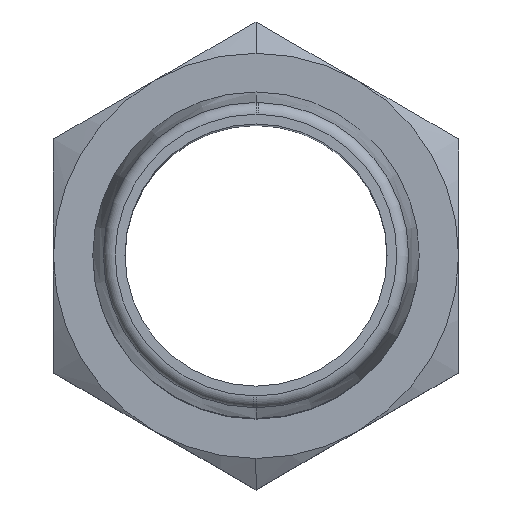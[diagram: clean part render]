
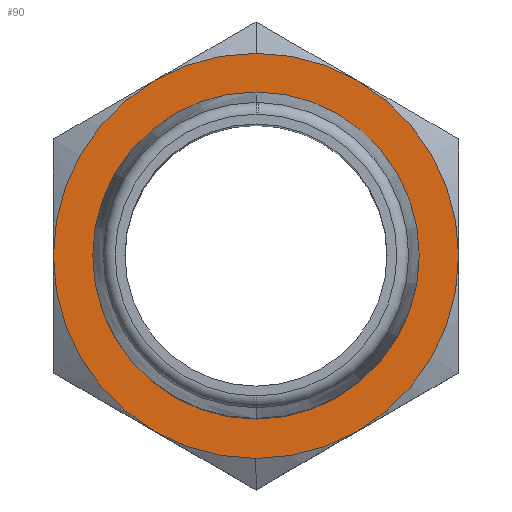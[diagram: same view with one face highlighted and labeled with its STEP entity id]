
A CAD part, top view. The second image highlights one B-rep face of the part: STEP entity #90.
In plain terms, the highlighted planar face has unit normal (0, 0, 1).
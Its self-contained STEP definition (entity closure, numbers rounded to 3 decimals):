
#90=ADVANCED_FACE('',(#165,#166),#167,.T.);
#165=FACE_OUTER_BOUND('',#280,.T.);
#166=FACE_BOUND('',#281,.T.);
#167=PLANE('',#282);
#280=EDGE_LOOP('',(#501,#502,#503,#504,#505,#506,#507,#508));
#281=EDGE_LOOP('',(#509,#510));
#282=AXIS2_PLACEMENT_3D('',#511,#512,#513);
#501=ORIENTED_EDGE('',*,*,#792,.T.);
#502=ORIENTED_EDGE('',*,*,#793,.T.);
#503=ORIENTED_EDGE('',*,*,#749,.T.);
#504=ORIENTED_EDGE('',*,*,#791,.T.);
#505=ORIENTED_EDGE('',*,*,#794,.T.);
#506=ORIENTED_EDGE('',*,*,#795,.T.);
#507=ORIENTED_EDGE('',*,*,#796,.T.);
#508=ORIENTED_EDGE('',*,*,#747,.T.);
#509=ORIENTED_EDGE('',*,*,#797,.T.);
#510=ORIENTED_EDGE('',*,*,#798,.T.);
#511=CARTESIAN_POINT('',(0.0,0.0,5.0));
#512=DIRECTION('',(0.0,0.0,1.0));
#513=DIRECTION('',(1.0,-0.0,0.0));
#747=EDGE_CURVE('',#872,#874,#876,.T.);
#749=EDGE_CURVE('',#880,#877,#881,.T.);
#791=EDGE_CURVE('',#877,#943,#947,.T.);
#792=EDGE_CURVE('',#874,#926,#948,.T.);
#793=EDGE_CURVE('',#926,#880,#949,.T.);
#794=EDGE_CURVE('',#943,#938,#950,.T.);
#795=EDGE_CURVE('',#938,#933,#951,.T.);
#796=EDGE_CURVE('',#933,#872,#952,.T.);
#797=EDGE_CURVE('',#953,#954,#955,.T.);
#798=EDGE_CURVE('',#954,#953,#956,.T.);
#872=VERTEX_POINT('',#1066);
#874=VERTEX_POINT('',#1069);
#876=CIRCLE('',#1078,8.5);
#877=VERTEX_POINT('',#1079);
#880=VERTEX_POINT('',#1083);
#881=CIRCLE('',#1084,8.5);
#926=VERTEX_POINT('',#1224);
#933=VERTEX_POINT('',#1254);
#938=VERTEX_POINT('',#1274);
#943=VERTEX_POINT('',#1294);
#947=CIRCLE('',#1319,8.5);
#948=CIRCLE('',#1320,8.5);
#949=CIRCLE('',#1321,8.5);
#950=CIRCLE('',#1322,8.5);
#951=CIRCLE('',#1323,8.5);
#952=CIRCLE('',#1324,8.5);
#953=VERTEX_POINT('',#1325);
#954=VERTEX_POINT('',#1326);
#955=CIRCLE('',#1327,6.85);
#956=CIRCLE('',#1328,6.85);
#1066=CARTESIAN_POINT('',(0.,-8.5,5.0));
#1069=CARTESIAN_POINT('',(4.25,-7.361,5.0));
#1078=AXIS2_PLACEMENT_3D('',#1466,#1467,#1468);
#1079=CARTESIAN_POINT('',(0.,8.5,5.0));
#1083=CARTESIAN_POINT('',(4.25,7.361,5.0));
#1084=AXIS2_PLACEMENT_3D('',#1470,#1471,#1472);
#1224=CARTESIAN_POINT('',(8.5,0.,5.0));
#1254=CARTESIAN_POINT('',(-4.25,-7.361,5.0));
#1274=CARTESIAN_POINT('',(-8.5,0.,5.0));
#1294=CARTESIAN_POINT('',(-4.25,7.361,5.0));
#1319=AXIS2_PLACEMENT_3D('',#1511,#1512,#1513);
#1320=AXIS2_PLACEMENT_3D('',#1514,#1515,#1516);
#1321=AXIS2_PLACEMENT_3D('',#1517,#1518,#1519);
#1322=AXIS2_PLACEMENT_3D('',#1520,#1521,#1522);
#1323=AXIS2_PLACEMENT_3D('',#1523,#1524,#1525);
#1324=AXIS2_PLACEMENT_3D('',#1526,#1527,#1528);
#1325=CARTESIAN_POINT('',(0.0,-6.85,5.0));
#1326=CARTESIAN_POINT('',(0.0,6.85,5.0));
#1327=AXIS2_PLACEMENT_3D('',#1529,#1530,#1531);
#1328=AXIS2_PLACEMENT_3D('',#1532,#1533,#1534);
#1466=CARTESIAN_POINT('',(0.0,0.0,5.0));
#1467=DIRECTION('',(0.0,0.0,1.0));
#1468=DIRECTION('',(-0.5,-0.866,0.0));
#1470=CARTESIAN_POINT('',(0.0,0.0,5.0));
#1471=DIRECTION('',(0.0,-0.0,1.0));
#1472=DIRECTION('',(0.5,0.866,0.0));
#1511=CARTESIAN_POINT('',(0.0,0.0,5.0));
#1512=DIRECTION('',(0.0,-0.0,1.0));
#1513=DIRECTION('',(0.5,0.866,0.0));
#1514=CARTESIAN_POINT('',(0.0,0.0,5.0));
#1515=DIRECTION('',(0.0,0.0,1.0));
#1516=DIRECTION('',(0.5,-0.866,0.0));
#1517=CARTESIAN_POINT('',(0.0,0.0,5.0));
#1518=DIRECTION('',(0.0,0.0,1.0));
#1519=DIRECTION('',(1.0,0.,0.0));
#1520=CARTESIAN_POINT('',(0.0,0.0,5.0));
#1521=DIRECTION('',(0.0,0.0,1.0));
#1522=DIRECTION('',(-0.5,0.866,0.0));
#1523=CARTESIAN_POINT('',(0.0,0.0,5.0));
#1524=DIRECTION('',(0.0,0.0,1.0));
#1525=DIRECTION('',(-1.0,0.,0.0));
#1526=CARTESIAN_POINT('',(0.0,0.0,5.0));
#1527=DIRECTION('',(0.0,0.0,1.0));
#1528=DIRECTION('',(-0.5,-0.866,0.0));
#1529=CARTESIAN_POINT('',(0.0,0.0,5.0));
#1530=DIRECTION('',(0.0,0.0,-1.0));
#1531=DIRECTION('',(0.0,-1.0,0.0));
#1532=CARTESIAN_POINT('',(0.0,0.0,5.0));
#1533=DIRECTION('',(0.0,0.0,-1.0));
#1534=DIRECTION('',(0.0,1.0,0.0));
